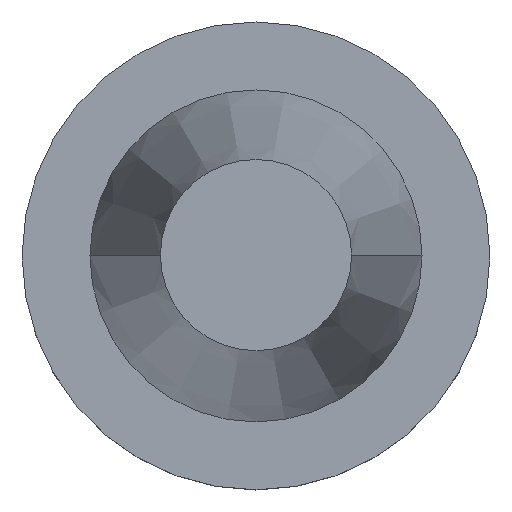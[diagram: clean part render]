
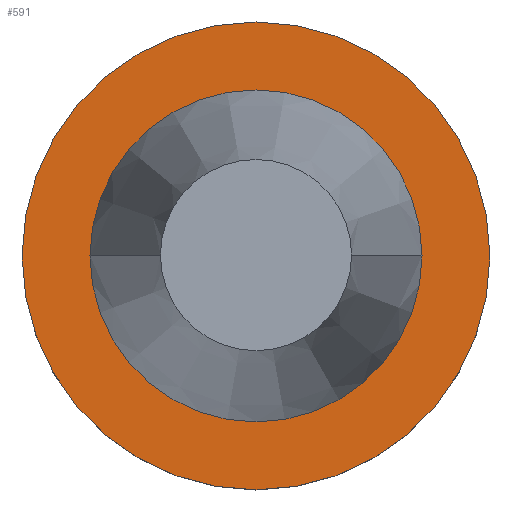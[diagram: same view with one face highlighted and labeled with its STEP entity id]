
A CAD part, top view. The second image highlights one B-rep face of the part: STEP entity #591.
In plain terms, the highlighted planar face has unit normal (0, 0, 1).
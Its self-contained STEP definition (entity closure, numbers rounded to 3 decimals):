
#6 = DIRECTION ( 'NONE',  ( 0., 0., 1. ) ) ;
#29 = AXIS2_PLACEMENT_3D ( 'NONE', #266, #336, #397 ) ;
#54 = EDGE_CURVE ( 'NONE', #625, #421, #649, .T. ) ;
#65 = CARTESIAN_POINT ( 'NONE',  ( -49.215, 0., -1.5 ) ) ;
#70 = DIRECTION ( 'NONE',  ( 1., 0., 0. ) ) ;
#78 = CARTESIAN_POINT ( 'NONE',  ( 0., 0., -1.5 ) ) ;
#97 = ORIENTED_EDGE ( 'NONE', *, *, #333, .T. ) ;
#121 = DIRECTION ( 'NONE',  ( 1., 0., 0. ) ) ;
#142 = FACE_OUTER_BOUND ( 'NONE', #264, .T. ) ;
#149 = CARTESIAN_POINT ( 'NONE',  ( 0., 0., -1.5 ) ) ;
#175 = CIRCLE ( 'NONE', #29, 34.925 ) ;
#182 = FACE_BOUND ( 'NONE', #313, .T. ) ;
#194 = AXIS2_PLACEMENT_3D ( 'NONE', #240, #619, #362 ) ;
#201 = CIRCLE ( 'NONE', #674, 49.215 ) ;
#206 = VERTEX_POINT ( 'NONE', #650 ) ;
#240 = CARTESIAN_POINT ( 'NONE',  ( 0., 49.215, -1.5 ) ) ;
#264 = EDGE_LOOP ( 'NONE', ( #97, #745 ) ) ;
#266 = CARTESIAN_POINT ( 'NONE',  ( 0., 0., -1.5 ) ) ;
#297 = AXIS2_PLACEMENT_3D ( 'NONE', #317, #369, #70 ) ;
#313 = EDGE_LOOP ( 'NONE', ( #736, #654 ) ) ;
#317 = CARTESIAN_POINT ( 'NONE',  ( 0., 0., -1.5 ) ) ;
#333 = EDGE_CURVE ( 'NONE', #421, #625, #201, .T. ) ;
#336 = DIRECTION ( 'NONE',  ( 0., 0., 1. ) ) ;
#344 = EDGE_CURVE ( 'NONE', #206, #375, #636, .T. ) ;
#362 = DIRECTION ( 'NONE',  ( -1., 0., 0. ) ) ;
#365 = EDGE_CURVE ( 'NONE', #375, #206, #175, .T. ) ;
#369 = DIRECTION ( 'NONE',  ( 0., 0., 1. ) ) ;
#375 = VERTEX_POINT ( 'NONE', #633 ) ;
#397 = DIRECTION ( 'NONE',  ( 1., 0., 0. ) ) ;
#421 = VERTEX_POINT ( 'NONE', #685 ) ;
#450 = DIRECTION ( 'NONE',  ( 0., 0., 1. ) ) ;
#498 = AXIS2_PLACEMENT_3D ( 'NONE', #149, #450, #689 ) ;
#551 = PLANE ( 'NONE',  #194 ) ;
#591 = ADVANCED_FACE ( 'NONE', ( #182, #142 ), #551, .F. ) ;
#619 = DIRECTION ( 'NONE',  ( 0., 0., -1. ) ) ;
#625 = VERTEX_POINT ( 'NONE', #65 ) ;
#633 = CARTESIAN_POINT ( 'NONE',  ( -34.925, 0., -1.5 ) ) ;
#636 = CIRCLE ( 'NONE', #297, 34.925 ) ;
#649 = CIRCLE ( 'NONE', #498, 49.215 ) ;
#650 = CARTESIAN_POINT ( 'NONE',  ( 34.925, 0., -1.5 ) ) ;
#654 = ORIENTED_EDGE ( 'NONE', *, *, #365, .F. ) ;
#674 = AXIS2_PLACEMENT_3D ( 'NONE', #78, #6, #121 ) ;
#685 = CARTESIAN_POINT ( 'NONE',  ( 49.215, 0., -1.5 ) ) ;
#689 = DIRECTION ( 'NONE',  ( 1., 0., 0. ) ) ;
#736 = ORIENTED_EDGE ( 'NONE', *, *, #344, .F. ) ;
#745 = ORIENTED_EDGE ( 'NONE', *, *, #54, .T. ) ;
